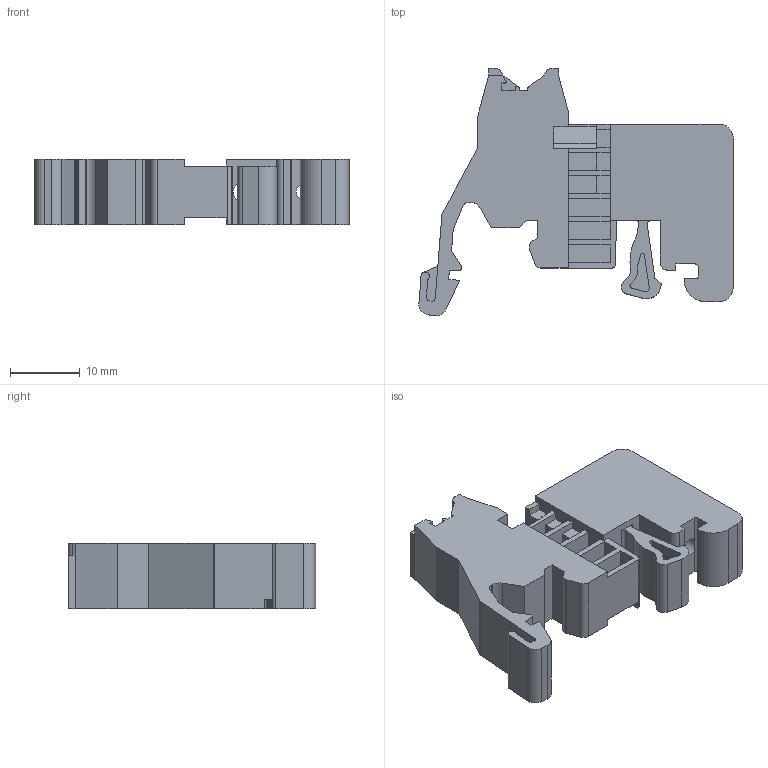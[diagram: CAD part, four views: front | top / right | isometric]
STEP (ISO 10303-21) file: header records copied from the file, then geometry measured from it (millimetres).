
FILE_DESCRIPTION((''),'2;1');
FILE_NAME('8YB100000','2020-03-25T',('Administrator'),(''),'PRO/ENGINEER BY PARAMETRIC TECHNOLOGY CORPORATION, 2013230','PRO/ENGINEER BY PARAMETRIC TECHNOLOGY CORPORATION, 2013230','');
FILE_SCHEMA(('CONFIG_CONTROL_DESIGN'));
Length unit declared in the file: millimetre
Products named in the file (1): 8YB100000
Bounding box: 44.99 x 35.42 x 9.4 mm (x, y, z)
Volume: 6596.4 mm3; surface area: 5038.5 mm2
Topology: 1 solids, 1 shells, 223 faces, 646 edges, 426 vertices
Faces by surface type: plane 158, cylinder 57, cone 8
Entity records: 7348 total; most frequent: CARTESIAN_POINT 1304, ORIENTED_EDGE 1292, DIRECTION 1219, EDGE_CURVE 646, VECTOR 515, LINE 515, VERTEX_POINT 426, AXIS2_PLACEMENT_3D 352
